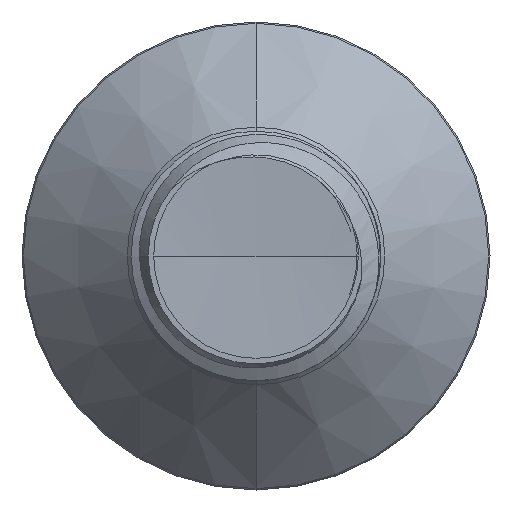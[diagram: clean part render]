
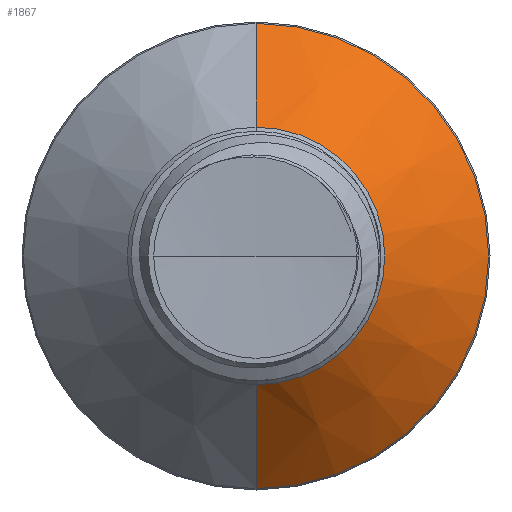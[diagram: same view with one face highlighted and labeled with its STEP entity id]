
A CAD part, front view. The second image highlights one B-rep face of the part: STEP entity #1867.
In plain terms, the highlighted conical face has half-angle 45 degrees and reference radius 2.064 mm.
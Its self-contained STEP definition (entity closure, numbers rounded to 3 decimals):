
#340 = CARTESIAN_POINT ( 'NONE',  ( 0., 9.193, 2.064 ) ) ;
#616 = CONICAL_SURFACE ( 'NONE', #2566, 2.064, 0.785 ) ;
#1310 = DIRECTION ( 'NONE',  ( 0., 0., 1. ) ) ;
#1867 = ADVANCED_FACE ( 'NONE', ( #22748 ), #616, .T. ) ;
#2449 = ORIENTED_EDGE ( 'NONE', *, *, #25635, .T. ) ;
#2509 = ORIENTED_EDGE ( 'NONE', *, *, #22853, .T. ) ;
#2566 = AXIS2_PLACEMENT_3D ( 'NONE', #2929, #9197, #15411 ) ;
#2586 = ORIENTED_EDGE ( 'NONE', *, *, #21473, .F. ) ;
#2612 = ORIENTED_EDGE ( 'NONE', *, *, #20097, .F. ) ;
#2929 = CARTESIAN_POINT ( 'NONE',  ( 0., 9.193, 0. ) ) ;
#5561 = AXIS2_PLACEMENT_3D ( 'NONE', #26206, #13858, #1310 ) ;
#6444 = DIRECTION ( 'NONE',  ( 0., 1., 0. ) ) ;
#6805 = VERTEX_POINT ( 'NONE', #17259 ) ;
#7492 = VECTOR ( 'NONE', #14869, 1000. ) ;
#7540 = EDGE_LOOP ( 'NONE', ( #2449, #2509, #2586, #2612 ) ) ;
#8641 = VECTOR ( 'NONE', #15958, 1000. ) ;
#8946 = CIRCLE ( 'NONE', #5561, 3.728 ) ;
#9197 = DIRECTION ( 'NONE',  ( 0., 1., 0. ) ) ;
#13858 = DIRECTION ( 'NONE',  ( 0., 1., 0. ) ) ;
#14869 = DIRECTION ( 'NONE',  ( 0., 0.707, -0.707 ) ) ;
#15411 = DIRECTION ( 'NONE',  ( 0., 0., 1. ) ) ;
#15515 = CARTESIAN_POINT ( 'NONE',  ( 0., 10.857, -3.728 ) ) ;
#15525 = VERTEX_POINT ( 'NONE', #15515 ) ;
#15958 = DIRECTION ( 'NONE',  ( 0., 0.707, 0.707 ) ) ;
#17259 = CARTESIAN_POINT ( 'NONE',  ( 0., 10.857, 3.728 ) ) ;
#17794 = CIRCLE ( 'NONE', #25140, 2.064 ) ;
#18462 = LINE ( 'NONE', #25118, #7492 ) ;
#18814 = CARTESIAN_POINT ( 'NONE',  ( 0., 9.193, 0. ) ) ;
#20097 = EDGE_CURVE ( 'NONE', #24827, #6805, #25061, .T. ) ;
#20883 = DIRECTION ( 'NONE',  ( 0., 0., 1. ) ) ;
#21473 = EDGE_CURVE ( 'NONE', #6805, #15525, #8946, .T. ) ;
#21878 = CARTESIAN_POINT ( 'NONE',  ( 0., 9.193, 2.064 ) ) ;
#22748 = FACE_OUTER_BOUND ( 'NONE', #7540, .T. ) ;
#22853 = EDGE_CURVE ( 'NONE', #24465, #15525, #18462, .T. ) ;
#23899 = CARTESIAN_POINT ( 'NONE',  ( 0., 9.193, -2.064 ) ) ;
#24465 = VERTEX_POINT ( 'NONE', #23899 ) ;
#24827 = VERTEX_POINT ( 'NONE', #340 ) ;
#25061 = LINE ( 'NONE', #21878, #8641 ) ;
#25118 = CARTESIAN_POINT ( 'NONE',  ( 0., 9.193, -2.064 ) ) ;
#25140 = AXIS2_PLACEMENT_3D ( 'NONE', #18814, #6444, #20883 ) ;
#25635 = EDGE_CURVE ( 'NONE', #24827, #24465, #17794, .T. ) ;
#26206 = CARTESIAN_POINT ( 'NONE',  ( 0., 10.857, 0. ) ) ;
